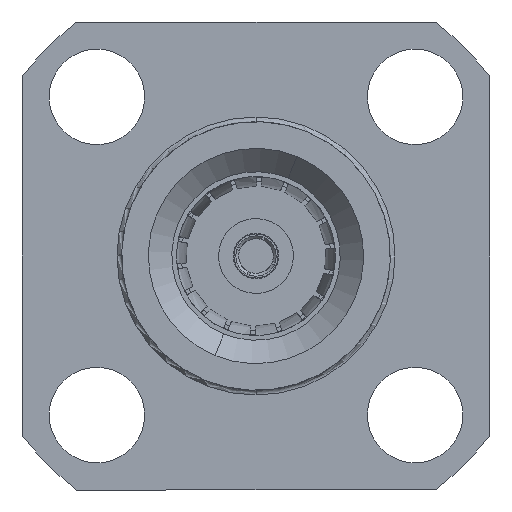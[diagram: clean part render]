
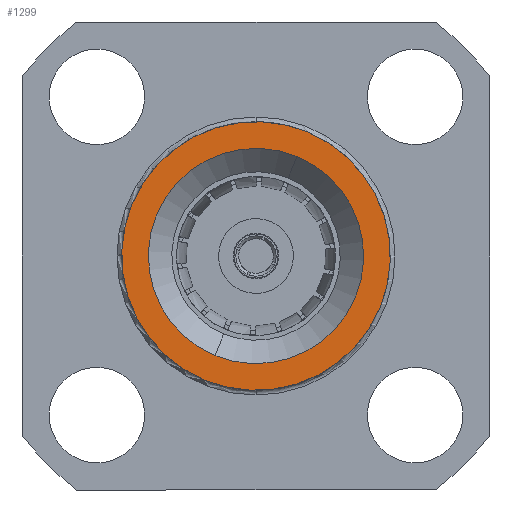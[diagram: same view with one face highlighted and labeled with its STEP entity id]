
A CAD part, left-side view. The second image highlights one B-rep face of the part: STEP entity #1299.
In plain terms, the highlighted planar face has unit normal (-1, 0, 0).
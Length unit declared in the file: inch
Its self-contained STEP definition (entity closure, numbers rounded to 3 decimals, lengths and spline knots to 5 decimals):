
#131 = CARTESIAN_POINT ( 'NONE',  ( -0.5, -0.04391, 0.10629 ) ) ;
#248 = DIRECTION ( 'NONE',  ( 0., -0.382, 0.924 ) ) ;
#327 = CARTESIAN_POINT ( 'NONE',  ( -0.5, 0., 0. ) ) ;
#529 = CIRCLE ( 'NONE', #2473, 0.1435 ) ;
#771 = AXIS2_PLACEMENT_3D ( 'NONE', #4139, #6262, #908 ) ;
#908 = DIRECTION ( 'NONE',  ( 0., -0.382, 0.924 ) ) ;
#1256 = CIRCLE ( 'NONE', #3425, 0.115 ) ;
#1299 = ADVANCED_FACE ( 'NONE', ( #5807, #2670 ), #3343, .T. ) ;
#1306 = CARTESIAN_POINT ( 'NONE',  ( -0.5, 0., 0. ) ) ;
#1401 = EDGE_CURVE ( 'NONE', #3265, #5282, #1406, .T. ) ;
#1406 = CIRCLE ( 'NONE', #771, 0.1435 ) ;
#1566 = CIRCLE ( 'NONE', #6487, 0.115 ) ;
#1633 = ORIENTED_EDGE ( 'NONE', *, *, #2995, .T. ) ;
#1959 = DIRECTION ( 'NONE',  ( 1., 0., 0. ) ) ;
#2081 = ORIENTED_EDGE ( 'NONE', *, *, #2201, .T. ) ;
#2103 = DIRECTION ( 'NONE',  ( 0., -0.382, 0.924 ) ) ;
#2201 = EDGE_CURVE ( 'NONE', #3352, #5038, #1256, .T. ) ;
#2404 = DIRECTION ( 'NONE',  ( 1., 0., 0. ) ) ;
#2458 = DIRECTION ( 'NONE',  ( -1., 0., 0. ) ) ;
#2473 = AXIS2_PLACEMENT_3D ( 'NONE', #327, #1959, #2515 ) ;
#2515 = DIRECTION ( 'NONE',  ( 0., -0.382, 0.924 ) ) ;
#2657 = CARTESIAN_POINT ( 'NONE',  ( -0.5, 0., 0. ) ) ;
#2670 = FACE_BOUND ( 'NONE', #4176, .T. ) ;
#2724 = CARTESIAN_POINT ( 'NONE',  ( -0.5, 0.0548, -0.13263 ) ) ;
#2838 = EDGE_LOOP ( 'NONE', ( #3853, #4952 ) ) ;
#2995 = EDGE_CURVE ( 'NONE', #5038, #3352, #1566, .T. ) ;
#3265 = VERTEX_POINT ( 'NONE', #2724 ) ;
#3343 = PLANE ( 'NONE',  #5032 ) ;
#3352 = VERTEX_POINT ( 'NONE', #131 ) ;
#3425 = AXIS2_PLACEMENT_3D ( 'NONE', #2657, #6349, #2103 ) ;
#3853 = ORIENTED_EDGE ( 'NONE', *, *, #5031, .F. ) ;
#4129 = CARTESIAN_POINT ( 'NONE',  ( -0.5, 0.04391, -0.10629 ) ) ;
#4139 = CARTESIAN_POINT ( 'NONE',  ( -0.5, 0., 0. ) ) ;
#4176 = EDGE_LOOP ( 'NONE', ( #2081, #1633 ) ) ;
#4452 = DIRECTION ( 'NONE',  ( 0., -0.382, 0.924 ) ) ;
#4944 = CARTESIAN_POINT ( 'NONE',  ( -0.5, 0., 0. ) ) ;
#4952 = ORIENTED_EDGE ( 'NONE', *, *, #1401, .F. ) ;
#5031 = EDGE_CURVE ( 'NONE', #5282, #3265, #529, .T. ) ;
#5032 = AXIS2_PLACEMENT_3D ( 'NONE', #4944, #2458, #248 ) ;
#5038 = VERTEX_POINT ( 'NONE', #4129 ) ;
#5282 = VERTEX_POINT ( 'NONE', #5994 ) ;
#5807 = FACE_OUTER_BOUND ( 'NONE', #2838, .T. ) ;
#5994 = CARTESIAN_POINT ( 'NONE',  ( -0.5, -0.0548, 0.13263 ) ) ;
#6262 = DIRECTION ( 'NONE',  ( 1., 0., 0. ) ) ;
#6349 = DIRECTION ( 'NONE',  ( 1., 0., 0. ) ) ;
#6487 = AXIS2_PLACEMENT_3D ( 'NONE', #1306, #2404, #4452 ) ;
